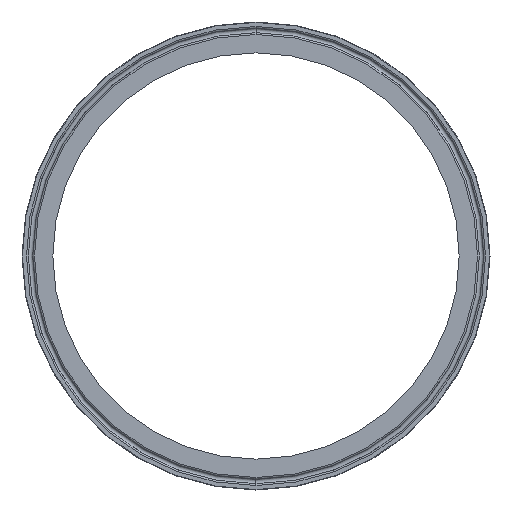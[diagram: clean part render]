
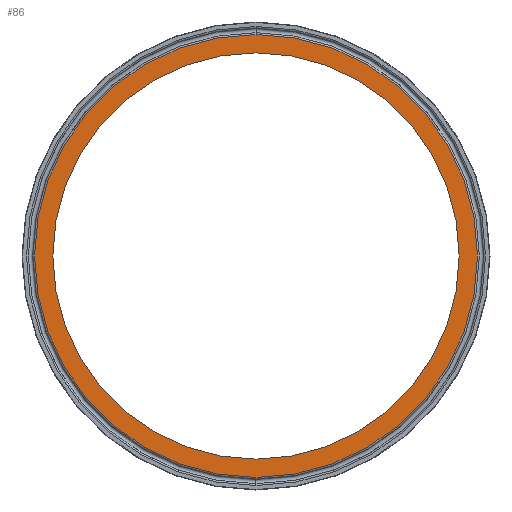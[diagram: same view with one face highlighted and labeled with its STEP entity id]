
A CAD part, left-side view. The second image highlights one B-rep face of the part: STEP entity #86.
In plain terms, the highlighted planar face has unit normal (-1, 0, 0).
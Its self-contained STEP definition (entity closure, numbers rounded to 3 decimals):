
#7 = CARTESIAN_POINT ( 'NONE',  ( 0., 0., 101.36 ) ) ;
#29 = CIRCLE ( 'NONE', #113, 110.497 ) ;
#36 = ORIENTED_EDGE ( 'NONE', *, *, #689, .T. ) ;
#39 = CIRCLE ( 'NONE', #485, 101.36 ) ;
#50 = ORIENTED_EDGE ( 'NONE', *, *, #433, .F. ) ;
#86 = ADVANCED_FACE ( 'NONE', ( #293, #648 ), #602, .F. ) ;
#111 = EDGE_LOOP ( 'NONE', ( #382, #50 ) ) ;
#113 = AXIS2_PLACEMENT_3D ( 'NONE', #600, #121, #688 ) ;
#121 = DIRECTION ( 'NONE',  ( -1., 0., 0. ) ) ;
#131 = VERTEX_POINT ( 'NONE', #429 ) ;
#132 = VERTEX_POINT ( 'NONE', #7 ) ;
#147 = DIRECTION ( 'NONE',  ( -1., 0., 0. ) ) ;
#151 = CIRCLE ( 'NONE', #745, 110.497 ) ;
#161 = CARTESIAN_POINT ( 'NONE',  ( 0., 0., 0. ) ) ;
#164 = CARTESIAN_POINT ( 'NONE',  ( 0., 0., 0. ) ) ;
#212 = EDGE_LOOP ( 'NONE', ( #36, #666 ) ) ;
#237 = EDGE_CURVE ( 'NONE', #497, #696, #151, .T. ) ;
#279 = DIRECTION ( 'NONE',  ( 0., 0., 1. ) ) ;
#293 = FACE_BOUND ( 'NONE', #111, .T. ) ;
#301 = CARTESIAN_POINT ( 'NONE',  ( 0., 0., 110.497 ) ) ;
#307 = CIRCLE ( 'NONE', #679, 101.36 ) ;
#313 = CARTESIAN_POINT ( 'NONE',  ( 0., 110.497, 0. ) ) ;
#382 = ORIENTED_EDGE ( 'NONE', *, *, #404, .F. ) ;
#384 = CARTESIAN_POINT ( 'NONE',  ( 0., 0., 0. ) ) ;
#404 = EDGE_CURVE ( 'NONE', #132, #131, #39, .T. ) ;
#429 = CARTESIAN_POINT ( 'NONE',  ( 0., 0., -101.36 ) ) ;
#433 = EDGE_CURVE ( 'NONE', #131, #132, #307, .T. ) ;
#453 = DIRECTION ( 'NONE',  ( -1., 0., 0. ) ) ;
#485 = AXIS2_PLACEMENT_3D ( 'NONE', #161, #453, #279 ) ;
#497 = VERTEX_POINT ( 'NONE', #538 ) ;
#526 = DIRECTION ( 'NONE',  ( 0., 0., 1. ) ) ;
#538 = CARTESIAN_POINT ( 'NONE',  ( 0., 0., -110.497 ) ) ;
#600 = CARTESIAN_POINT ( 'NONE',  ( 0., 0., 0. ) ) ;
#602 = PLANE ( 'NONE',  #651 ) ;
#607 = DIRECTION ( 'NONE',  ( 1., 0., 0. ) ) ;
#644 = DIRECTION ( 'NONE',  ( 0., 0., -1. ) ) ;
#648 = FACE_OUTER_BOUND ( 'NONE', #212, .T. ) ;
#651 = AXIS2_PLACEMENT_3D ( 'NONE', #313, #607, #644 ) ;
#666 = ORIENTED_EDGE ( 'NONE', *, *, #237, .T. ) ;
#679 = AXIS2_PLACEMENT_3D ( 'NONE', #164, #682, #526 ) ;
#682 = DIRECTION ( 'NONE',  ( -1., 0., 0. ) ) ;
#688 = DIRECTION ( 'NONE',  ( 0., 0., 1. ) ) ;
#689 = EDGE_CURVE ( 'NONE', #696, #497, #29, .T. ) ;
#696 = VERTEX_POINT ( 'NONE', #301 ) ;
#730 = DIRECTION ( 'NONE',  ( 0., 0., 1. ) ) ;
#745 = AXIS2_PLACEMENT_3D ( 'NONE', #384, #147, #730 ) ;
